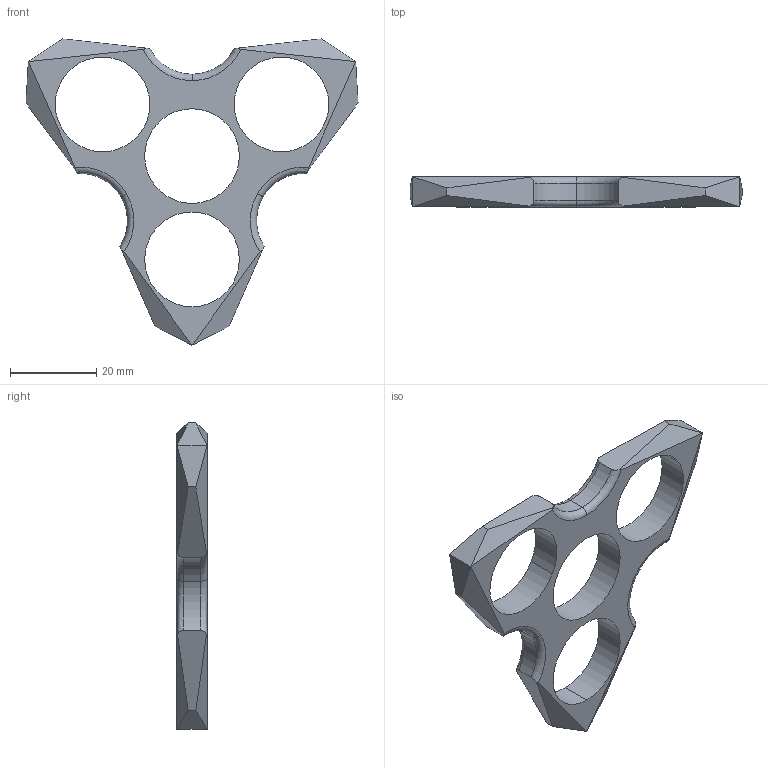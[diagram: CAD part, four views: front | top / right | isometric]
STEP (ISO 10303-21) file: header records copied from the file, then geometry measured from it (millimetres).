
FILE_DESCRIPTION(/* description */ (''),/* implementation_level */ '2;1');
FILE_NAME(/* name */ 'Tri v1 v1 v1.step',/* time_stamp */ '2017-03-15T14:33:24-04:00',/* author */ (''),/* organization */ (''),/* preprocessor_version */ 'ST-DEVELOPER v16.5',/* originating_system */ 'Autodesk Translation Framework v5.2.0.2920',/* authorisation */ '');
FILE_SCHEMA (('AUTOMOTIVE_DESIGN { 1 0 10303 214 3 1 1 }'));
Length unit declared in the file: millimetre
Products named in the file (1): Tri v1 v1 v1
Bounding box: 77.13 x 7 x 71.13 mm (x, y, z)
Volume: 10072.6 mm3; surface area: 6340.7 mm2
Topology: 1 solids, 1 shells, 51 faces, 141 edges, 92 vertices
Faces by surface type: plane 26, cylinder 13, torus 12
Full cylindrical faces by diameter (mm): 22 x1
Entity records: 1748 total; most frequent: CARTESIAN_POINT 368, DIRECTION 300, ORIENTED_EDGE 280, EDGE_CURVE 140, AXIS2_PLACEMENT_3D 120, VERTEX_POINT 92, LINE 60, VECTOR 60
